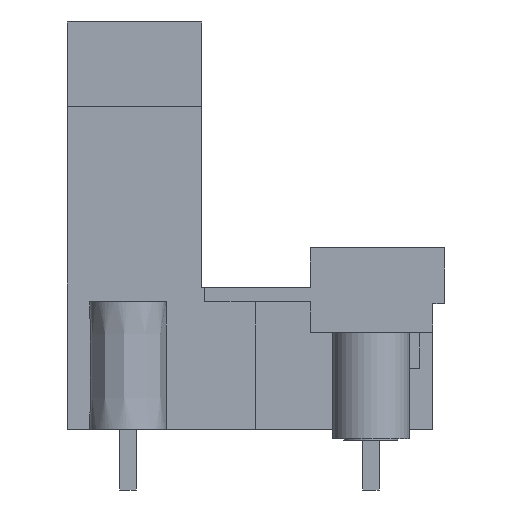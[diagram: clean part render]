
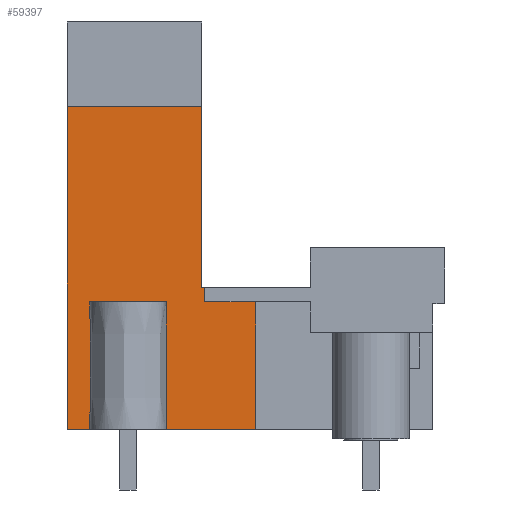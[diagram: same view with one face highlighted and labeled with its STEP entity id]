
A CAD part, left-side view. The second image highlights one B-rep face of the part: STEP entity #59397.
In plain terms, the highlighted planar face has unit normal (-1, 0, 0).
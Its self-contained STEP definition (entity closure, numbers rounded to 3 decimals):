
#59370=AXIS2_PLACEMENT_3D('Plane Axis2P3D',#59367,#59368,#59369) ;
#7947=CARTESIAN_POINT('Vertex',(3.84,15.24,24.06)) ;
#7950=CARTESIAN_POINT('Line Origine',(3.84,15.24,18.38)) ;
#7954=CARTESIAN_POINT('Vertex',(3.84,15.24,12.7)) ;
#9155=CARTESIAN_POINT('Line Origine',(3.84,15.84,24.06)) ;
#9159=CARTESIAN_POINT('Vertex',(3.84,16.44,24.06)) ;
#9166=CARTESIAN_POINT('Vertex',(3.84,23.67,24.06)) ;
#9169=CARTESIAN_POINT('Line Origine',(3.84,20.055,24.06)) ;
#9425=CARTESIAN_POINT('Line Origine',(3.84,15.14,12.7)) ;
#9429=CARTESIAN_POINT('Vertex',(3.84,15.04,12.7)) ;
#9916=CARTESIAN_POINT('Vertex',(3.84,21.887,3.8)) ;
#9942=CARTESIAN_POINT('Vertex',(3.84,21.887,11.8)) ;
#9945=CARTESIAN_POINT('Line Origine',(3.84,21.887,3.8)) ;
#9974=CARTESIAN_POINT('Vertex',(3.84,17.853,3.8)) ;
#9977=CARTESIAN_POINT('Line Origine',(3.84,17.853,3.8)) ;
#9981=CARTESIAN_POINT('Vertex',(3.84,17.853,11.8)) ;
#10008=CARTESIAN_POINT('Vertex',(3.84,11.84,3.8)) ;
#10024=CARTESIAN_POINT('Vertex',(3.84,11.84,11.8)) ;
#10027=CARTESIAN_POINT('Line Origine',(3.84,11.84,7.8)) ;
#11740=CARTESIAN_POINT('Line Origine',(3.84,19.87,11.8)) ;
#11774=CARTESIAN_POINT('Vertex',(3.84,15.04,11.8)) ;
#11777=CARTESIAN_POINT('Line Origine',(3.84,13.44,11.8)) ;
#11801=CARTESIAN_POINT('Line Origine',(3.84,15.04,12.25)) ;
#57614=CARTESIAN_POINT('Vertex',(3.84,23.67,3.8)) ;
#57617=CARTESIAN_POINT('Line Origine',(3.84,23.67,13.93)) ;
#59367=CARTESIAN_POINT('Axis2P3D Location',(3.84,23.67,3.2)) ;
#59372=CARTESIAN_POINT('Line Origine',(3.84,22.779,3.8)) ;
#59377=CARTESIAN_POINT('Line Origine',(3.84,14.846,3.8)) ;
#7951=DIRECTION('Vector Direction',(0.,0.,1.)) ;
#9156=DIRECTION('Vector Direction',(0.,-1.,0.)) ;
#9170=DIRECTION('Vector Direction',(0.,1.,0.)) ;
#9426=DIRECTION('Vector Direction',(0.,-1.,0.)) ;
#9946=DIRECTION('Vector Direction',(0.,0.,1.)) ;
#9978=DIRECTION('Vector Direction',(0.,0.,1.)) ;
#10028=DIRECTION('Vector Direction',(0.,0.,1.)) ;
#11741=DIRECTION('Vector Direction',(0.,1.,0.)) ;
#11778=DIRECTION('Vector Direction',(0.,1.,0.)) ;
#11802=DIRECTION('Vector Direction',(0.,0.,-1.)) ;
#57618=DIRECTION('Vector Direction',(0.,0.,1.)) ;
#59368=DIRECTION('Axis2P3D Direction',(-1.,0.,0.)) ;
#59369=DIRECTION('Axis2P3D XDirection',(0.,-1.,0.)) ;
#59373=DIRECTION('Vector Direction',(0.,1.,0.)) ;
#59378=DIRECTION('Vector Direction',(0.,-1.,0.)) ;
#7952=VECTOR('Line Direction',#7951,1.) ;
#9157=VECTOR('Line Direction',#9156,1.) ;
#9171=VECTOR('Line Direction',#9170,1.) ;
#9427=VECTOR('Line Direction',#9426,1.) ;
#9947=VECTOR('Line Direction',#9946,1.) ;
#9979=VECTOR('Line Direction',#9978,1.) ;
#10029=VECTOR('Line Direction',#10028,1.) ;
#11742=VECTOR('Line Direction',#11741,1.) ;
#11779=VECTOR('Line Direction',#11778,1.) ;
#11803=VECTOR('Line Direction',#11802,1.) ;
#57619=VECTOR('Line Direction',#57618,1.) ;
#59374=VECTOR('Line Direction',#59373,1.) ;
#59379=VECTOR('Line Direction',#59378,1.) ;
#59383=ORIENTED_EDGE('',*,*,#9173,.T.) ;
#59384=ORIENTED_EDGE('',*,*,#57621,.T.) ;
#59385=ORIENTED_EDGE('',*,*,#59376,.F.) ;
#59386=ORIENTED_EDGE('',*,*,#9949,.T.) ;
#59387=ORIENTED_EDGE('',*,*,#11744,.F.) ;
#59388=ORIENTED_EDGE('',*,*,#9983,.F.) ;
#59389=ORIENTED_EDGE('',*,*,#59381,.T.) ;
#59390=ORIENTED_EDGE('',*,*,#10031,.T.) ;
#59391=ORIENTED_EDGE('',*,*,#11781,.T.) ;
#59392=ORIENTED_EDGE('',*,*,#11805,.F.) ;
#59393=ORIENTED_EDGE('',*,*,#9431,.F.) ;
#59394=ORIENTED_EDGE('',*,*,#7956,.T.) ;
#59395=ORIENTED_EDGE('',*,*,#9161,.T.) ;
#59397=ADVANCED_FACE('HOUSING',(#59396),#59371,.T.) ;
#7956=EDGE_CURVE('',#7955,#7948,#7953,.T.) ;
#9161=EDGE_CURVE('',#7948,#9160,#9158,.F.) ;
#9173=EDGE_CURVE('',#9160,#9167,#9172,.T.) ;
#9431=EDGE_CURVE('',#7955,#9430,#9428,.T.) ;
#9949=EDGE_CURVE('',#9917,#9943,#9948,.T.) ;
#9983=EDGE_CURVE('',#9975,#9982,#9980,.T.) ;
#10031=EDGE_CURVE('',#10009,#10025,#10030,.T.) ;
#11744=EDGE_CURVE('',#9982,#9943,#11743,.T.) ;
#11781=EDGE_CURVE('',#10025,#11775,#11780,.T.) ;
#11805=EDGE_CURVE('',#9430,#11775,#11804,.T.) ;
#57621=EDGE_CURVE('',#9167,#57615,#57620,.F.) ;
#59376=EDGE_CURVE('',#9917,#57615,#59375,.T.) ;
#59381=EDGE_CURVE('',#9975,#10009,#59380,.T.) ;
#59382=EDGE_LOOP('',(#59383,#59384,#59385,#59386,#59387,#59388,#59389,#59390,#59391,#59392,#59393,#59394,#59395)) ;
#59396=FACE_OUTER_BOUND('',#59382,.T.) ;
#7953=LINE('Line',#7950,#7952) ;
#9158=LINE('Line',#9155,#9157) ;
#9172=LINE('Line',#9169,#9171) ;
#9428=LINE('Line',#9425,#9427) ;
#9948=LINE('Line',#9945,#9947) ;
#9980=LINE('Line',#9977,#9979) ;
#10030=LINE('Line',#10027,#10029) ;
#11743=LINE('Line',#11740,#11742) ;
#11780=LINE('Line',#11777,#11779) ;
#11804=LINE('Line',#11801,#11803) ;
#57620=LINE('Line',#57617,#57619) ;
#59375=LINE('Line',#59372,#59374) ;
#59380=LINE('Line',#59377,#59379) ;
#59371=PLANE('',#59370) ;
#7948=VERTEX_POINT('',#7947) ;
#7955=VERTEX_POINT('',#7954) ;
#9160=VERTEX_POINT('',#9159) ;
#9167=VERTEX_POINT('',#9166) ;
#9430=VERTEX_POINT('',#9429) ;
#9917=VERTEX_POINT('',#9916) ;
#9943=VERTEX_POINT('',#9942) ;
#9975=VERTEX_POINT('',#9974) ;
#9982=VERTEX_POINT('',#9981) ;
#10009=VERTEX_POINT('',#10008) ;
#10025=VERTEX_POINT('',#10024) ;
#11775=VERTEX_POINT('',#11774) ;
#57615=VERTEX_POINT('',#57614) ;
